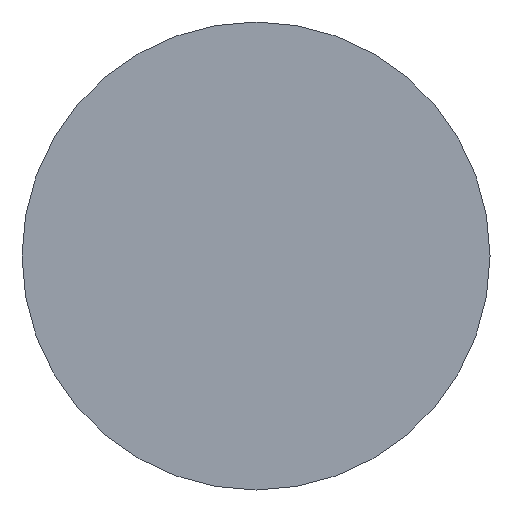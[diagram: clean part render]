
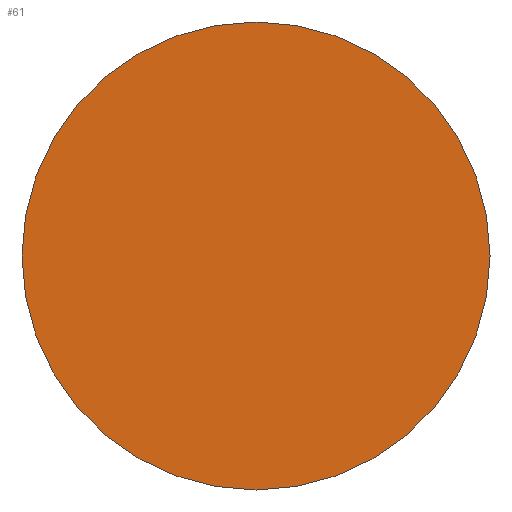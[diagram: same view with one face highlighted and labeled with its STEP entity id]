
A CAD part, left-side view. The second image highlights one B-rep face of the part: STEP entity #61.
In plain terms, the highlighted planar face has unit normal (-1, 0, 0).
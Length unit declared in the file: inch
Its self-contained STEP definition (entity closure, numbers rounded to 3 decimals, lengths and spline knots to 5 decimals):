
#3 = CARTESIAN_POINT ( 'NONE',  ( -0.35, 0., -0.0775 ) ) ;
#59 = CARTESIAN_POINT ( 'NONE',  ( -0.35, 0.0775, 0. ) ) ;
#61 = ADVANCED_FACE ( 'NONE', ( #203 ), #237, .T. ) ;
#94 = DIRECTION ( 'NONE',  ( 0., 0., -1. ) ) ;
#133 = ORIENTED_EDGE ( 'NONE', *, *, #211, .F. ) ;
#134 = DIRECTION ( 'NONE',  ( 0., 0., 1. ) ) ;
#141 = CARTESIAN_POINT ( 'NONE',  ( -0.35, 0., 0. ) ) ;
#146 = VERTEX_POINT ( 'NONE', #3 ) ;
#147 = CIRCLE ( 'NONE', #188, 0.0775 ) ;
#151 = EDGE_LOOP ( 'NONE', ( #133 ) ) ;
#188 = AXIS2_PLACEMENT_3D ( 'NONE', #141, #212, #94 ) ;
#203 = FACE_OUTER_BOUND ( 'NONE', #151, .T. ) ;
#211 = EDGE_CURVE ( 'NONE', #146, #146, #147, .T. ) ;
#212 = DIRECTION ( 'NONE',  ( 1., 0., 0. ) ) ;
#229 = AXIS2_PLACEMENT_3D ( 'NONE', #59, #308, #134 ) ;
#237 = PLANE ( 'NONE',  #229 ) ;
#308 = DIRECTION ( 'NONE',  ( -1., 0., 0. ) ) ;
